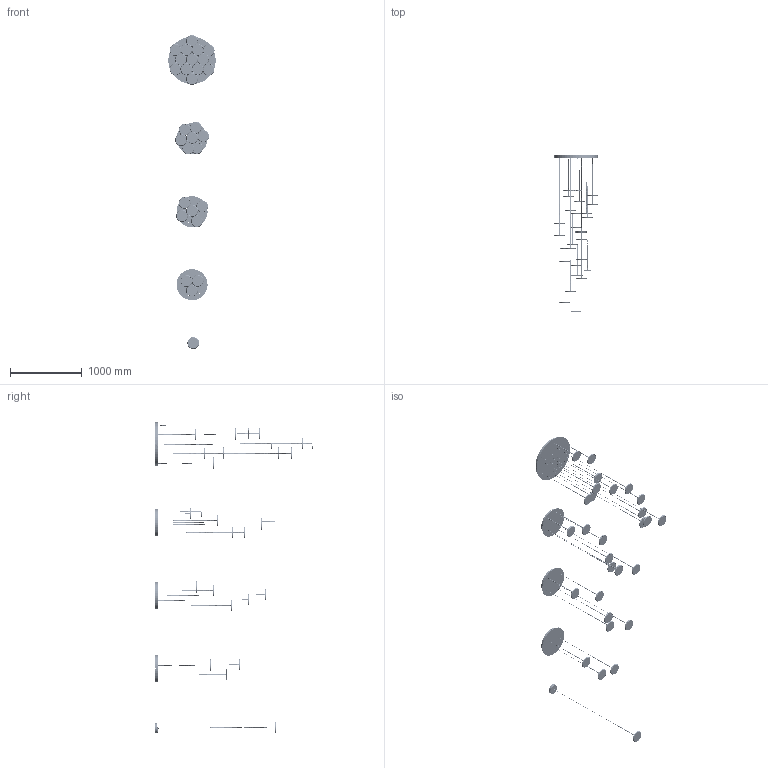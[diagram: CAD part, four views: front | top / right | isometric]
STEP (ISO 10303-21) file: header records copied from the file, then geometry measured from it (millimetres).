
FILE_DESCRIPTION (( 'STEP AP203' ), '1' );
FILE_NAME ('Pablo Designs Sky Solo Pendant and Chandelier Groupings.STEP', '2020-10-21T19:56:14', ( '' ), ( '' ), 'SwSTEP 2.0', 'SolidWorks 2019', '' );
FILE_SCHEMA (( 'CONFIG_CONTROL_DESIGN' ));
Products named in the file (1): Pablo Designs Sky Solo Pendant and Chandelier Groupings
Bounding box: 660.25 x 3356.23 x 4371.09 mm (x, y, z)
Surface area: 10597533.9 mm2 (no closed solid volume)
Topology: 0 solids, 459 shells, 9097 faces, 22181 edges, 14365 vertices
Faces by surface type: bspline 5374, plane 3549, cylinder 174
Entity records: 318152 total; most frequent: CARTESIAN_POINT 178273, ORIENTED_EDGE 44266, EDGE_CURVE 22181, VERTEX_POINT 14365, B_SPLINE_CURVE_WITH_KNOTS 11439, EDGE_LOOP 10358, ADVANCED_FACE 9097, FACE_OUTER_BOUND 9097
